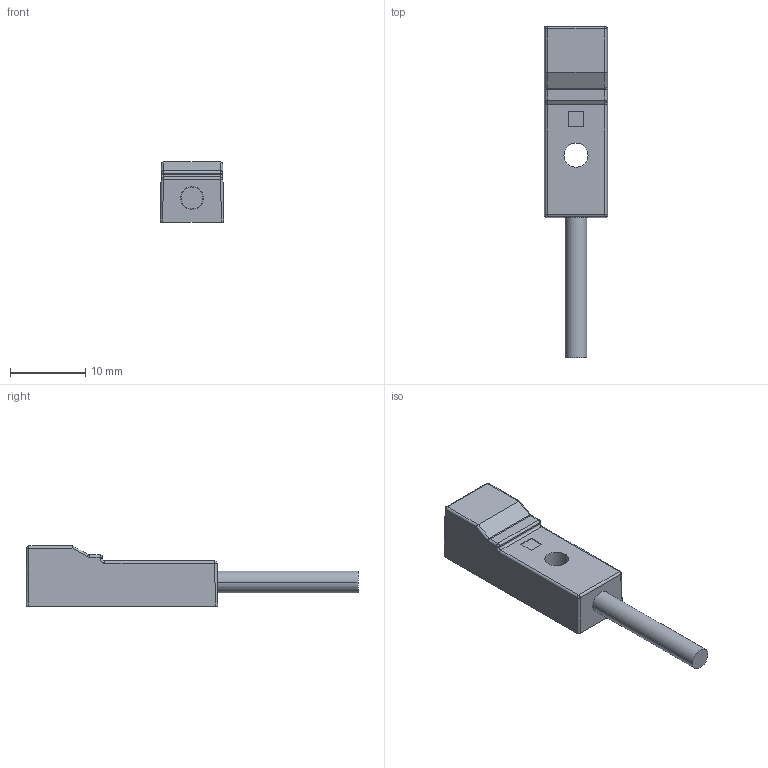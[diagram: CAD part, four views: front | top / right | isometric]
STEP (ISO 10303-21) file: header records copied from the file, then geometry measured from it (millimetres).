
FILE_DESCRIPTION((''),'2;1');
FILE_NAME('TEN09','2022-03-25T',('EDY'),(''),'CREO PARAMETRIC BY PTC INC, 2018070','CREO PARAMETRIC BY PTC INC, 2018070','');
FILE_SCHEMA(('CONFIG_CONTROL_DESIGN'));
Length unit declared in the file: millimetre
Products named in the file (1): TEN09
Bounding box: 8.4 x 44.2 x 8 mm (x, y, z)
Volume: 1478.4 mm3; surface area: 1103.6 mm2
Topology: 1 solids, 1 shells, 65 faces, 158 edges, 93 vertices
Faces by surface type: cylinder 29, plane 26, sphere 6, bspline 4
Entity records: 2170 total; most frequent: CARTESIAN_POINT 627, ORIENTED_EDGE 304, DIRECTION 283, EDGE_CURVE 152, AXIS2_PLACEMENT_3D 97, VERTEX_POINT 93, VECTOR 89, LINE 89
